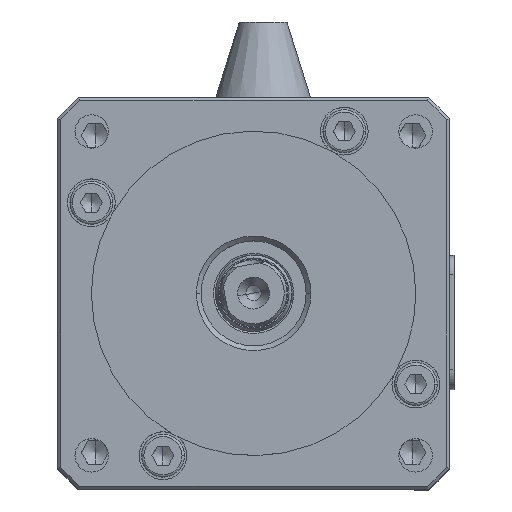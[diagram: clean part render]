
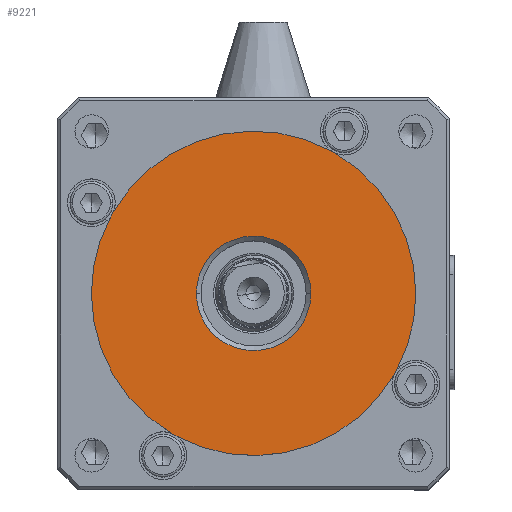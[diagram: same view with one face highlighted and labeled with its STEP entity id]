
A CAD part, top view. The second image highlights one B-rep face of the part: STEP entity #9221.
In plain terms, the highlighted planar face has unit normal (0, 0, 1).
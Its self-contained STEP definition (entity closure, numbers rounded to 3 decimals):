
#761=CARTESIAN_POINT('',(-6.,0.,49.5));
#762=VERTEX_POINT('',#761);
#778=CARTESIAN_POINT('',(6.,0.,49.5));
#779=VERTEX_POINT('',#778);
#786=CARTESIAN_POINT('',(0.,0.,49.5));
#787=DIRECTION('',(0.0,0.0,1.0));
#788=DIRECTION('',(-1.0,0.0,0.0));
#789=AXIS2_PLACEMENT_3D('',#786,#787,#788);
#790=CIRCLE('',#789,6.);
#791=EDGE_CURVE('',#779,#762,#790,.T.);
#969=CARTESIAN_POINT('',(17.,0.,49.5));
#970=VERTEX_POINT('',#969);
#979=CARTESIAN_POINT('',(15.,-8.,49.5));
#980=VERTEX_POINT('',#979);
#981=CARTESIAN_POINT('',(0.,0.,49.5));
#982=DIRECTION('',(0.0,0.0,-1.0));
#983=DIRECTION('',(-1.0,0.0,0.0));
#984=AXIS2_PLACEMENT_3D('',#981,#982,#983);
#985=CIRCLE('',#984,17.0);
#986=EDGE_CURVE('',#970,#980,#985,.T.);
#1013=CARTESIAN_POINT('',(-17.,0.,49.5));
#1014=VERTEX_POINT('',#1013);
#1030=CARTESIAN_POINT('',(-8.583,-14.674,49.5));
#1031=VERTEX_POINT('',#1030);
#1038=CARTESIAN_POINT('',(0.,0.,49.5));
#1039=DIRECTION('',(0.0,0.0,-1.0));
#1040=DIRECTION('',(-1.0,0.0,0.0));
#1041=AXIS2_PLACEMENT_3D('',#1038,#1039,#1040);
#1042=CIRCLE('',#1041,17.0);
#1043=EDGE_CURVE('',#1031,#1014,#1042,.T.);
#1110=CARTESIAN_POINT('',(-15.,8.,49.5));
#1111=VERTEX_POINT('',#1110);
#1118=CARTESIAN_POINT('',(-14.674,8.583,49.5));
#1119=VERTEX_POINT('',#1118);
#1120=CARTESIAN_POINT('',(-17.,9.5,49.5));
#1121=DIRECTION('',(0.0,0.0,-1.0));
#1122=DIRECTION('',(1.0,0.0,0.0));
#1123=AXIS2_PLACEMENT_3D('',#1120,#1121,#1122);
#1124=CIRCLE('',#1123,2.5);
#1125=EDGE_CURVE('',#1119,#1111,#1124,.T.);
#1333=CARTESIAN_POINT('',(8.,15.,49.5));
#1334=VERTEX_POINT('',#1333);
#1341=CARTESIAN_POINT('',(8.583,14.674,49.5));
#1342=VERTEX_POINT('',#1341);
#1343=CARTESIAN_POINT('',(9.5,17.,49.5));
#1344=DIRECTION('',(0.0,0.0,-1.0));
#1345=DIRECTION('',(1.0,0.0,0.0));
#1346=AXIS2_PLACEMENT_3D('',#1343,#1344,#1345);
#1347=CIRCLE('',#1346,2.5);
#1348=EDGE_CURVE('',#1342,#1334,#1347,.T.);
#8378=CARTESIAN_POINT('',(-8.,-15.,49.5));
#8379=VERTEX_POINT('',#8378);
#8386=CARTESIAN_POINT('',(-9.5,-17.,49.5));
#8387=DIRECTION('',(0.0,0.0,-1.0));
#8388=DIRECTION('',(1.0,0.0,0.0));
#8389=AXIS2_PLACEMENT_3D('',#8386,#8387,#8388);
#8390=CIRCLE('',#8389,2.5);
#8391=EDGE_CURVE('',#1031,#8379,#8390,.T.);
#8467=CARTESIAN_POINT('',(14.674,-8.583,49.5));
#8468=VERTEX_POINT('',#8467);
#8469=CARTESIAN_POINT('',(17.0,-9.5,49.5));
#8470=DIRECTION('',(0.0,0.0,-1.0));
#8471=DIRECTION('',(1.0,0.0,0.0));
#8472=AXIS2_PLACEMENT_3D('',#8469,#8470,#8471);
#8473=CIRCLE('',#8472,2.5);
#8474=EDGE_CURVE('',#8468,#980,#8473,.T.);
#8581=CARTESIAN_POINT('',(0.,0.,49.5));
#8582=DIRECTION('',(0.0,0.0,-1.0));
#8583=DIRECTION('',(-1.0,0.0,0.0));
#8584=AXIS2_PLACEMENT_3D('',#8581,#8582,#8583);
#8585=CIRCLE('',#8584,17.0);
#8586=EDGE_CURVE('',#1014,#1111,#8585,.T.);
#8613=CARTESIAN_POINT('',(0.,0.,49.5));
#8614=DIRECTION('',(0.0,0.0,-1.0));
#8615=DIRECTION('',(-1.0,0.0,0.0));
#8616=AXIS2_PLACEMENT_3D('',#8613,#8614,#8615);
#8617=CIRCLE('',#8616,17.0);
#8618=EDGE_CURVE('',#1342,#970,#8617,.T.);
#8637=CARTESIAN_POINT('',(0.,0.,49.5));
#8638=DIRECTION('',(0.0,0.0,-1.0));
#8639=DIRECTION('',(-1.0,0.0,0.0));
#8640=AXIS2_PLACEMENT_3D('',#8637,#8638,#8639);
#8641=CIRCLE('',#8640,17.0);
#8642=EDGE_CURVE('',#8468,#8379,#8641,.T.);
#9182=CARTESIAN_POINT('',(0.,0.,49.5));
#9183=DIRECTION('',(0.0,0.0,1.0));
#9184=DIRECTION('',(-1.0,0.0,0.0));
#9185=AXIS2_PLACEMENT_3D('',#9182,#9183,#9184);
#9186=CIRCLE('',#9185,6.);
#9187=EDGE_CURVE('',#762,#779,#9186,.T.);
#9194=CARTESIAN_POINT('',(0.,0.,49.5));
#9195=DIRECTION('',(0.0,0.0,-1.0));
#9196=DIRECTION('',(-1.0,0.0,0.0));
#9197=AXIS2_PLACEMENT_3D('',#9194,#9195,#9196);
#9198=PLANE('',#9197);
#9199=ORIENTED_EDGE('',*,*,#1348,.T.);
#9200=CARTESIAN_POINT('',(0.,0.,49.5));
#9201=DIRECTION('',(0.0,0.0,-1.0));
#9202=DIRECTION('',(-1.0,0.0,0.0));
#9203=AXIS2_PLACEMENT_3D('',#9200,#9201,#9202);
#9204=CIRCLE('',#9203,17.0);
#9205=EDGE_CURVE('',#1119,#1334,#9204,.T.);
#9206=ORIENTED_EDGE('',*,*,#9205,.F.);
#9207=ORIENTED_EDGE('',*,*,#1125,.T.);
#9208=ORIENTED_EDGE('',*,*,#8586,.F.);
#9209=ORIENTED_EDGE('',*,*,#1043,.F.);
#9210=ORIENTED_EDGE('',*,*,#8391,.T.);
#9211=ORIENTED_EDGE('',*,*,#8642,.F.);
#9212=ORIENTED_EDGE('',*,*,#8474,.T.);
#9213=ORIENTED_EDGE('',*,*,#986,.F.);
#9214=ORIENTED_EDGE('',*,*,#8618,.F.);
#9215=EDGE_LOOP('',(#9199,#9206,#9207,#9208,#9209,#9210,#9211,#9212,#9213,#9214));
#9216=FACE_OUTER_BOUND('',#9215,.T.);
#9217=ORIENTED_EDGE('',*,*,#791,.F.);
#9218=ORIENTED_EDGE('',*,*,#9187,.F.);
#9219=EDGE_LOOP('',(#9217,#9218));
#9220=FACE_BOUND('',#9219,.T.);
#9221=ADVANCED_FACE('',(#9216,#9220),#9198,.F.);
